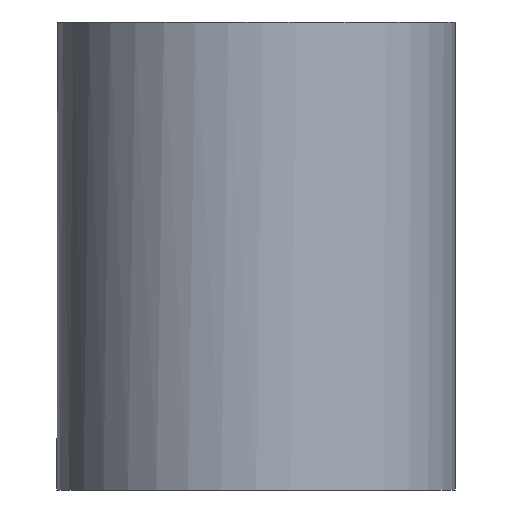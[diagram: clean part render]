
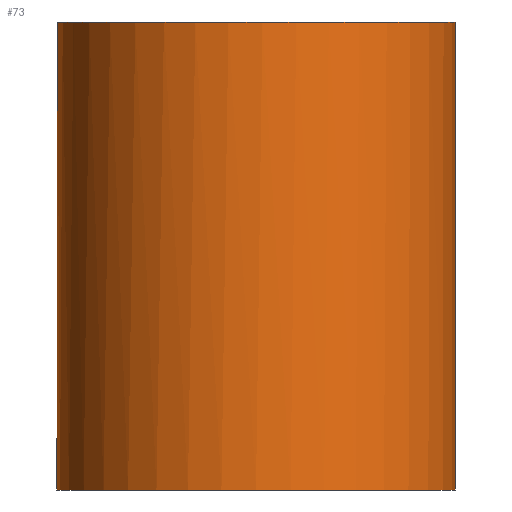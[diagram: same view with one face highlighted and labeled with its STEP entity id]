
A CAD part, front view. The second image highlights one B-rep face of the part: STEP entity #73.
In plain terms, the highlighted cylindrical face has radius 2.75 mm (diameter 5.5 mm), a full revolution.
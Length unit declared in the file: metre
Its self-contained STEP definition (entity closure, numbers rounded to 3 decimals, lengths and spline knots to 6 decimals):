
#73 = ADVANCED_FACE( '', ( #157, #158 ), #159, .T. );
#157 = FACE_OUTER_BOUND( '', #248, .T. );
#158 = FACE_OUTER_BOUND( '', #249, .T. );
#159 = CYLINDRICAL_SURFACE( '', #250, 0.00275 );
#248 = EDGE_LOOP( '', ( #404 ) );
#249 = EDGE_LOOP( '', ( #405 ) );
#250 = AXIS2_PLACEMENT_3D( '', #406, #407, #408 );
#404 = ORIENTED_EDGE( '', *, *, #565, .T. );
#405 = ORIENTED_EDGE( '', *, *, #580, .F. );
#406 = CARTESIAN_POINT( '', ( 0.08, 0., 0.008002 ) );
#407 = DIRECTION( '', ( 0., 0., 1. ) );
#408 = DIRECTION( '', ( -1., 0., 0. ) );
#565 = EDGE_CURVE( '', #678, #678, #679, .T. );
#580 = EDGE_CURVE( '', #702, #702, #703, .T. );
#678 = VERTEX_POINT( '', #832 );
#679 = CIRCLE( '', #833, 0.00275 );
#702 = VERTEX_POINT( '', #858 );
#703 = CIRCLE( '', #859, 0.00275 );
#832 = CARTESIAN_POINT( '', ( 0.08275, 0., 0. ) );
#833 = AXIS2_PLACEMENT_3D( '', #953, #954, #955 );
#858 = CARTESIAN_POINT( '', ( 0.08275, 0., 0.006466 ) );
#859 = AXIS2_PLACEMENT_3D( '', #988, #989, #990 );
#953 = CARTESIAN_POINT( '', ( 0.08, 0., 0. ) );
#954 = DIRECTION( '', ( 0., 0., 1. ) );
#955 = DIRECTION( '', ( 1., 0., 0. ) );
#988 = CARTESIAN_POINT( '', ( 0.08, 0., 0.006466 ) );
#989 = DIRECTION( '', ( 0., 0., 1. ) );
#990 = DIRECTION( '', ( 1., 0., 0. ) );
